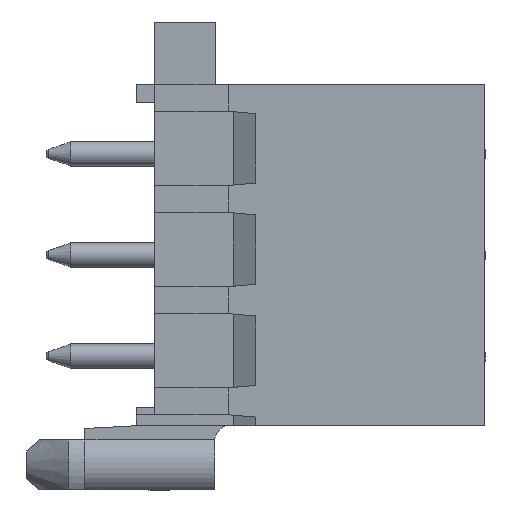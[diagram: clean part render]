
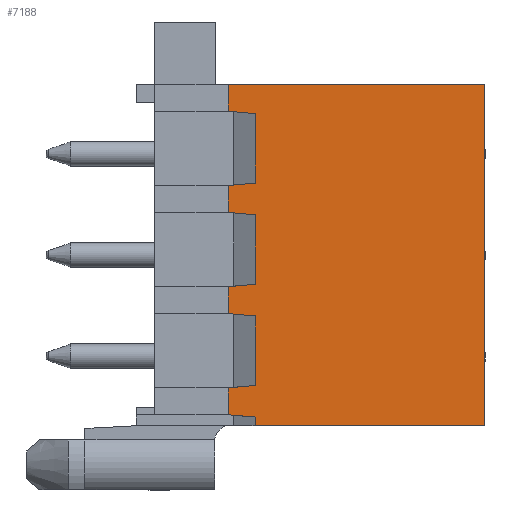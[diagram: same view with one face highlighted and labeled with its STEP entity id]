
A CAD part, left-side view. The second image highlights one B-rep face of the part: STEP entity #7188.
In plain terms, the highlighted planar face has unit normal (-1, 0, 0).
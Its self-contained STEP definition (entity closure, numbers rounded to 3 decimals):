
#1828=CARTESIAN_POINT('',(-2.86,10.5,11.125));
#1829=VERTEX_POINT('',#1828);
#1836=CARTESIAN_POINT('',(-2.86,0.,11.125));
#1837=VERTEX_POINT('',#1836);
#1838=CARTESIAN_POINT('',(-2.86,10.5,11.125));
#1839=DIRECTION('',(0.,-1.,0.));
#1840=VECTOR('',#1839,10.5);
#1841=LINE('',#1838,#1840);
#1842=EDGE_CURVE('',#1829,#1837,#1841,.T.);
#2130=CARTESIAN_POINT('',(-2.86,0.,-2.845));
#2131=VERTEX_POINT('',#2130);
#2138=CARTESIAN_POINT('',(-2.86,9.4,-2.845));
#2139=VERTEX_POINT('',#2138);
#2140=CARTESIAN_POINT('',(-2.86,0.,-2.845));
#2141=DIRECTION('',(0.,1.,0.));
#2142=VECTOR('',#2141,9.4);
#2143=LINE('',#2140,#2142);
#2144=EDGE_CURVE('',#2131,#2139,#2143,.T.);
#2469=CARTESIAN_POINT('',(-2.86,10.5,-2.395));
#2470=VERTEX_POINT('',#2469);
#2551=CARTESIAN_POINT('',(-2.86,10.5,-1.295));
#2552=VERTEX_POINT('',#2551);
#2613=CARTESIAN_POINT('',(-2.86,10.5,1.745));
#2614=VERTEX_POINT('',#2613);
#2679=CARTESIAN_POINT('',(-2.86,10.5,2.845));
#2680=VERTEX_POINT('',#2679);
#2741=CARTESIAN_POINT('',(-2.86,10.5,5.885));
#2742=VERTEX_POINT('',#2741);
#2807=CARTESIAN_POINT('',(-2.86,10.5,6.985));
#2808=VERTEX_POINT('',#2807);
#2869=CARTESIAN_POINT('',(-2.86,10.5,10.025));
#2870=VERTEX_POINT('',#2869);
#7065=CARTESIAN_POINT('',(-2.86,10.5,11.125));
#7066=DIRECTION('',(0.,0.,-1.));
#7067=VECTOR('',#7066,1.1);
#7068=LINE('',#7065,#7067);
#7069=EDGE_CURVE('',#1829,#2870,#7068,.T.);
#7074=CARTESIAN_POINT('',(-2.86,13.5,-2.845));
#7075=DIRECTION('',(0.,0.,1.));
#7076=DIRECTION('',(-1.,0.,0.));
#7077=AXIS2_PLACEMENT_3D('',#7074,#7076,#7075);
#7078=PLANE('',#7077);
#7079=CARTESIAN_POINT('',(-2.86,9.4,-1.199));
#7080=VERTEX_POINT('',#7079);
#7081=CARTESIAN_POINT('',(-2.86,9.4,-1.199));
#7082=DIRECTION('',(0.,0.996,-0.087));
#7083=VECTOR('',#7082,1.104);
#7084=LINE('',#7081,#7083);
#7085=EDGE_CURVE('',#7080,#2552,#7084,.T.);
#7086=ORIENTED_EDGE('',*,*,#7085,.T.);
#7087=CARTESIAN_POINT('',(-2.86,10.5,-1.295));
#7088=DIRECTION('',(0.,0.,-1.));
#7089=VECTOR('',#7088,1.1);
#7090=LINE('',#7087,#7089);
#7091=EDGE_CURVE('',#2552,#2470,#7090,.T.);
#7092=ORIENTED_EDGE('',*,*,#7091,.T.);
#7093=CARTESIAN_POINT('',(-2.86,9.4,-2.491));
#7094=VERTEX_POINT('',#7093);
#7095=CARTESIAN_POINT('',(-2.86,9.4,-2.491));
#7096=DIRECTION('',(0.,0.996,0.087));
#7097=VECTOR('',#7096,1.104);
#7098=LINE('',#7095,#7097);
#7099=EDGE_CURVE('',#7094,#2470,#7098,.T.);
#7100=ORIENTED_EDGE('',*,*,#7099,.F.);
#7101=CARTESIAN_POINT('',(-2.86,9.4,-2.845));
#7102=DIRECTION('',(0.,0.,1.));
#7103=VECTOR('',#7102,0.354);
#7104=LINE('',#7101,#7103);
#7105=EDGE_CURVE('',#2139,#7094,#7104,.T.);
#7106=ORIENTED_EDGE('',*,*,#7105,.F.);
#7107=ORIENTED_EDGE('',*,*,#2144,.F.);
#7108=CARTESIAN_POINT('',(-2.86,0.,11.125));
#7109=DIRECTION('',(0.,0.,-1.));
#7110=VECTOR('',#7109,13.97);
#7111=LINE('',#7108,#7110);
#7112=EDGE_CURVE('',#1837,#2131,#7111,.T.);
#7113=ORIENTED_EDGE('',*,*,#7112,.F.);
#7114=ORIENTED_EDGE('',*,*,#1842,.F.);
#7115=ORIENTED_EDGE('',*,*,#7069,.T.);
#7116=CARTESIAN_POINT('',(-2.86,9.4,9.929));
#7117=VERTEX_POINT('',#7116);
#7118=CARTESIAN_POINT('',(-2.86,10.5,10.025));
#7119=DIRECTION('',(0.,-0.996,-0.087));
#7120=VECTOR('',#7119,1.104);
#7121=LINE('',#7118,#7120);
#7122=EDGE_CURVE('',#2870,#7117,#7121,.T.);
#7123=ORIENTED_EDGE('',*,*,#7122,.T.);
#7124=CARTESIAN_POINT('',(-2.86,9.4,7.081));
#7125=VERTEX_POINT('',#7124);
#7126=CARTESIAN_POINT('',(-2.86,9.4,9.929));
#7127=DIRECTION('',(0.,0.,-1.));
#7128=VECTOR('',#7127,2.848);
#7129=LINE('',#7126,#7128);
#7130=EDGE_CURVE('',#7117,#7125,#7129,.T.);
#7131=ORIENTED_EDGE('',*,*,#7130,.T.);
#7132=CARTESIAN_POINT('',(-2.86,9.4,7.081));
#7133=DIRECTION('',(0.,0.996,-0.087));
#7134=VECTOR('',#7133,1.104);
#7135=LINE('',#7132,#7134);
#7136=EDGE_CURVE('',#7125,#2808,#7135,.T.);
#7137=ORIENTED_EDGE('',*,*,#7136,.T.);
#7138=CARTESIAN_POINT('',(-2.86,10.5,6.985));
#7139=DIRECTION('',(0.,0.,-1.));
#7140=VECTOR('',#7139,1.1);
#7141=LINE('',#7138,#7140);
#7142=EDGE_CURVE('',#2808,#2742,#7141,.T.);
#7143=ORIENTED_EDGE('',*,*,#7142,.T.);
#7144=CARTESIAN_POINT('',(-2.86,9.4,5.789));
#7145=VERTEX_POINT('',#7144);
#7146=CARTESIAN_POINT('',(-2.86,10.5,5.885));
#7147=DIRECTION('',(0.,-0.996,-0.087));
#7148=VECTOR('',#7147,1.104);
#7149=LINE('',#7146,#7148);
#7150=EDGE_CURVE('',#2742,#7145,#7149,.T.);
#7151=ORIENTED_EDGE('',*,*,#7150,.T.);
#7152=CARTESIAN_POINT('',(-2.86,9.4,2.941));
#7153=VERTEX_POINT('',#7152);
#7154=CARTESIAN_POINT('',(-2.86,9.4,5.789));
#7155=DIRECTION('',(0.,0.,-1.));
#7156=VECTOR('',#7155,2.848);
#7157=LINE('',#7154,#7156);
#7158=EDGE_CURVE('',#7145,#7153,#7157,.T.);
#7159=ORIENTED_EDGE('',*,*,#7158,.T.);
#7160=CARTESIAN_POINT('',(-2.86,9.4,2.941));
#7161=DIRECTION('',(0.,0.996,-0.087));
#7162=VECTOR('',#7161,1.104);
#7163=LINE('',#7160,#7162);
#7164=EDGE_CURVE('',#7153,#2680,#7163,.T.);
#7165=ORIENTED_EDGE('',*,*,#7164,.T.);
#7166=CARTESIAN_POINT('',(-2.86,10.5,2.845));
#7167=DIRECTION('',(0.,0.,-1.));
#7168=VECTOR('',#7167,1.1);
#7169=LINE('',#7166,#7168);
#7170=EDGE_CURVE('',#2680,#2614,#7169,.T.);
#7171=ORIENTED_EDGE('',*,*,#7170,.T.);
#7172=CARTESIAN_POINT('',(-2.86,9.4,1.649));
#7173=VERTEX_POINT('',#7172);
#7174=CARTESIAN_POINT('',(-2.86,10.5,1.745));
#7175=DIRECTION('',(0.,-0.996,-0.087));
#7176=VECTOR('',#7175,1.104);
#7177=LINE('',#7174,#7176);
#7178=EDGE_CURVE('',#2614,#7173,#7177,.T.);
#7179=ORIENTED_EDGE('',*,*,#7178,.T.);
#7180=CARTESIAN_POINT('',(-2.86,9.4,1.649));
#7181=DIRECTION('',(0.,0.,-1.));
#7182=VECTOR('',#7181,2.848);
#7183=LINE('',#7180,#7182);
#7184=EDGE_CURVE('',#7173,#7080,#7183,.T.);
#7185=ORIENTED_EDGE('',*,*,#7184,.T.);
#7186=EDGE_LOOP('',(#7086,#7092,#7100,#7106,#7107,#7113,#7114,#7115,#7123,#7131,#7137,#7143,#7151,#7159,#7165,#7171,#7179,#7185));
#7187=FACE_OUTER_BOUND('',#7186,.T.);
#7188=ADVANCED_FACE('',(#7187),#7078,.T.);
